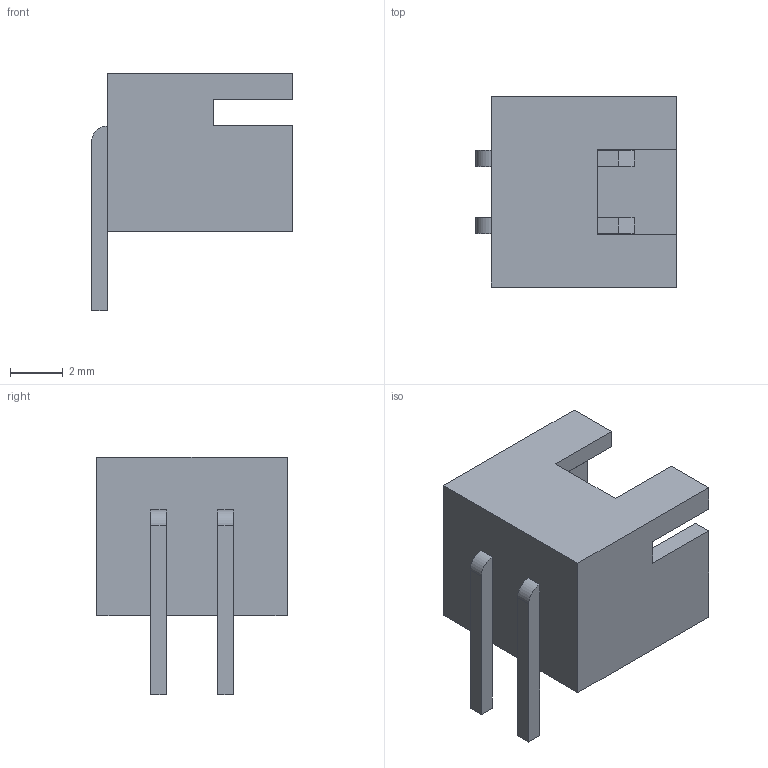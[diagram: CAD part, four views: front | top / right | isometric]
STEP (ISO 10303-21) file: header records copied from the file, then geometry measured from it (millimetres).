
FILE_DESCRIPTION(('FreeCAD Model'),'2;1');
FILE_NAME('JST_2_female.step', '2019-04-19T11:42:01',('Author'),(''), 'Open CASCADE STEP processor 6.8','FreeCAD','Unknown');
FILE_SCHEMA(('AUTOMOTIVE_DESIGN_CC2 { 1 2 10303 214 -1 1 5 4 }'));
Length unit declared in the file: millimetre
Products named in the file (2): ASSEMBLY; C1
Assembly tree (1 placements, depth 2):
  ASSEMBLY
    C1
Bounding box: 7.6 x 7.2 x 9 mm (x, y, z)
Volume: 131.5 mm3; surface area: 429.8 mm2
Topology: 1 solids, 1 shells, 46 faces, 126 edges, 84 vertices
Faces by surface type: plane 44, cylinder 2
Entity records: 3384 total; most frequent: CARTESIAN_POINT 552, DIRECTION 436, LINE 328, VECTOR 328, ORIENTED_EDGE 252, PCURVE 252, DEFINITIONAL_REPRESENTATION 252, EDGE_CURVE 126
